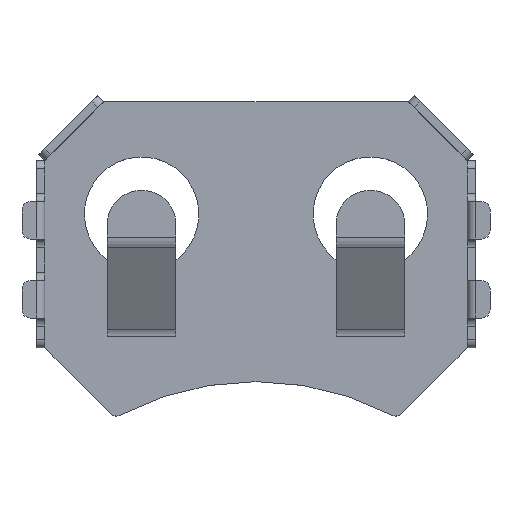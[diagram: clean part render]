
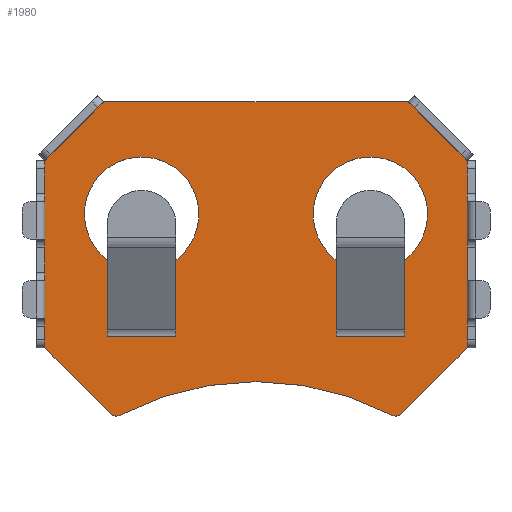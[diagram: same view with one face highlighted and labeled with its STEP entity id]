
A CAD part, top view. The second image highlights one B-rep face of the part: STEP entity #1980.
In plain terms, the highlighted planar face has unit normal (0, 0, 1).
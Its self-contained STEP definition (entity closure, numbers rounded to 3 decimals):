
#116=DIRECTION('',(0.,-1.,0.));
#117=VECTOR('',#116,0.961);
#118=CARTESIAN_POINT('',(7.15,-2.7,0.4));
#119=LINE('',#118,#117);
#145=DIRECTION('',(1.,0.,0.));
#146=VECTOR('',#145,3.3);
#147=CARTESIAN_POINT('',(-7.15,-3.661,0.4));
#148=LINE('',#147,#146);
#149=DIRECTION('',(0.,1.,0.));
#150=VECTOR('',#149,2.7);
#151=CARTESIAN_POINT('',(-3.85,-2.7,0.4));
#152=LINE('',#151,#150);
#153=CARTESIAN_POINT('',(-5.5,2.2,0.4));
#154=DIRECTION('',(0.,0.,1.));
#155=DIRECTION('',(0.6,-0.8,0.));
#156=AXIS2_PLACEMENT_3D('',#153,#154,#155);
#158=DIRECTION('',(0.,-1.,0.));
#159=VECTOR('',#158,2.7);
#160=CARTESIAN_POINT('',(-7.15,0.,0.4));
#161=LINE('',#160,#159);
#162=DIRECTION('',(1.,0.,0.));
#163=VECTOR('',#162,3.3);
#164=CARTESIAN_POINT('',(3.85,-3.661,0.4));
#165=LINE('',#164,#163);
#166=DIRECTION('',(0.,1.,0.));
#167=VECTOR('',#166,2.7);
#168=CARTESIAN_POINT('',(7.15,-2.7,0.4));
#169=LINE('',#168,#167);
#170=CARTESIAN_POINT('',(5.5,2.2,0.4));
#171=DIRECTION('',(0.,0.,1.));
#172=DIRECTION('',(0.6,-0.8,0.));
#173=AXIS2_PLACEMENT_3D('',#170,#171,#172);
#175=DIRECTION('',(0.,-1.,0.));
#176=VECTOR('',#175,2.7);
#177=CARTESIAN_POINT('',(3.85,0.,0.4));
#178=LINE('',#177,#176);
#179=CARTESIAN_POINT('',(6.706,-7.107,0.4));
#180=DIRECTION('',(0.,0.,1.));
#181=DIRECTION('',(-0.466,-0.885,0.));
#182=AXIS2_PLACEMENT_3D('',#179,#180,#181);
#184=CARTESIAN_POINT('',(0.,-19.85,0.4));
#185=DIRECTION('',(0.,0.,-1.));
#186=DIRECTION('',(-0.466,0.885,0.));
#187=AXIS2_PLACEMENT_3D('',#184,#185,#186);
#189=CARTESIAN_POINT('',(-6.706,-7.107,0.4));
#190=DIRECTION('',(0.,0.,1.));
#191=DIRECTION('',(-0.707,-0.707,0.));
#192=AXIS2_PLACEMENT_3D('',#189,#190,#191);
#194=DIRECTION('',(0.707,-0.707,0.));
#195=VECTOR('',#194,4.47);
#196=CARTESIAN_POINT('',(-10.15,-4.228,0.4));
#197=LINE('',#196,#195);
#198=DIRECTION('',(0.,-1.,0.));
#199=VECTOR('',#198,9.);
#200=CARTESIAN_POINT('',(-10.15,4.772,0.4));
#201=LINE('',#200,#199);
#202=DIRECTION('',(-0.707,-0.707,0.));
#203=VECTOR('',#202,4.);
#204=CARTESIAN_POINT('',(-7.322,7.6,0.4));
#205=LINE('',#204,#203);
#206=DIRECTION('',(-1.,0.,0.));
#207=VECTOR('',#206,14.643);
#208=CARTESIAN_POINT('',(7.322,7.6,0.4));
#209=LINE('',#208,#207);
#210=DIRECTION('',(-0.707,0.707,0.));
#211=VECTOR('',#210,4.);
#212=CARTESIAN_POINT('',(10.15,4.772,0.4));
#213=LINE('',#212,#211);
#214=DIRECTION('',(0.,1.,0.));
#215=VECTOR('',#214,9.);
#216=CARTESIAN_POINT('',(10.15,-4.228,0.4));
#217=LINE('',#216,#215);
#218=DIRECTION('',(0.707,0.707,0.));
#219=VECTOR('',#218,4.47);
#220=CARTESIAN_POINT('',(6.989,-7.389,0.4));
#221=LINE('',#220,#219);
#236=DIRECTION('',(0.,1.,0.));
#237=VECTOR('',#236,0.961);
#238=CARTESIAN_POINT('',(-7.15,-3.661,0.4));
#239=LINE('',#238,#237);
#375=DIRECTION('',(0.,1.,0.));
#376=VECTOR('',#375,0.961);
#377=CARTESIAN_POINT('',(3.85,-3.661,0.4));
#378=LINE('',#377,#376);
#422=DIRECTION('',(0.,-1.,0.));
#423=VECTOR('',#422,0.961);
#424=CARTESIAN_POINT('',(-3.85,-2.7,0.4));
#425=LINE('',#424,#423);
#1393=CARTESIAN_POINT('',(10.15,4.772,0.4));
#1394=CARTESIAN_POINT('',(7.322,7.6,0.4));
#1395=VERTEX_POINT('',#1393);
#1396=VERTEX_POINT('',#1394);
#1397=CARTESIAN_POINT('',(-7.322,7.6,0.4));
#1398=CARTESIAN_POINT('',(-10.15,4.772,0.4));
#1399=VERTEX_POINT('',#1397);
#1400=VERTEX_POINT('',#1398);
#1401=CARTESIAN_POINT('',(10.15,-4.228,0.4));
#1402=VERTEX_POINT('',#1401);
#1403=CARTESIAN_POINT('',(-10.15,-4.228,0.4));
#1404=VERTEX_POINT('',#1403);
#1413=CARTESIAN_POINT('',(-3.85,0.,0.4));
#1414=CARTESIAN_POINT('',(-7.15,0.,0.4));
#1415=VERTEX_POINT('',#1413);
#1416=VERTEX_POINT('',#1414);
#1417=CARTESIAN_POINT('',(7.15,0.,0.4));
#1418=CARTESIAN_POINT('',(3.85,0.,0.4));
#1419=VERTEX_POINT('',#1417);
#1420=VERTEX_POINT('',#1418);
#1421=CARTESIAN_POINT('',(-3.85,-2.7,0.4));
#1422=VERTEX_POINT('',#1421);
#1423=CARTESIAN_POINT('',(3.85,-2.7,0.4));
#1424=VERTEX_POINT('',#1423);
#1489=CARTESIAN_POINT('',(-7.15,-2.7,0.4));
#1490=VERTEX_POINT('',#1489);
#1491=CARTESIAN_POINT('',(7.15,-2.7,0.4));
#1492=VERTEX_POINT('',#1491);
#1493=CARTESIAN_POINT('',(-7.15,-3.661,0.4));
#1494=CARTESIAN_POINT('',(-3.85,-3.661,0.4));
#1495=VERTEX_POINT('',#1493);
#1496=VERTEX_POINT('',#1494);
#1501=CARTESIAN_POINT('',(3.85,-3.661,0.4));
#1502=CARTESIAN_POINT('',(7.15,-3.661,0.4));
#1503=VERTEX_POINT('',#1501);
#1504=VERTEX_POINT('',#1502);
#1665=CARTESIAN_POINT('',(6.52,-7.46,0.4));
#1666=VERTEX_POINT('',#1665);
#1667=CARTESIAN_POINT('',(6.989,-7.389,0.4));
#1668=VERTEX_POINT('',#1667);
#1673=CARTESIAN_POINT('',(-6.989,-7.389,0.4));
#1674=VERTEX_POINT('',#1673);
#1675=CARTESIAN_POINT('',(-6.52,-7.46,0.4));
#1676=VERTEX_POINT('',#1675);
#1927=CARTESIAN_POINT('',(0.,0.,0.4));
#1928=DIRECTION('',(0.,0.,1.));
#1929=DIRECTION('',(1.,0.,0.));
#1930=AXIS2_PLACEMENT_3D('',#1927,#1928,#1929);
#1931=PLANE('',#1930);
#1933=ORIENTED_EDGE('',*,*,#1932,.F.);
#1935=ORIENTED_EDGE('',*,*,#1934,.F.);
#1937=ORIENTED_EDGE('',*,*,#1936,.F.);
#1939=ORIENTED_EDGE('',*,*,#1938,.F.);
#1941=ORIENTED_EDGE('',*,*,#1940,.F.);
#1943=ORIENTED_EDGE('',*,*,#1942,.F.);
#1945=ORIENTED_EDGE('',*,*,#1944,.F.);
#1947=ORIENTED_EDGE('',*,*,#1946,.F.);
#1949=ORIENTED_EDGE('',*,*,#1948,.F.);
#1951=ORIENTED_EDGE('',*,*,#1950,.F.);
#1952=EDGE_LOOP('',(#1933,#1935,#1937,#1939,#1941,#1943,#1945,#1947,#1949,
#1951));
#1953=FACE_OUTER_BOUND('',#1952,.F.);
#1955=ORIENTED_EDGE('',*,*,#1954,.T.);
#1956=ORIENTED_EDGE('',*,*,#1907,.F.);
#1957=ORIENTED_EDGE('',*,*,#1859,.T.);
#1959=ORIENTED_EDGE('',*,*,#1958,.T.);
#1961=ORIENTED_EDGE('',*,*,#1960,.T.);
#1963=ORIENTED_EDGE('',*,*,#1962,.F.);
#1964=EDGE_LOOP('',(#1955,#1956,#1957,#1959,#1961,#1963));
#1965=FACE_BOUND('',#1964,.F.);
#1967=ORIENTED_EDGE('',*,*,#1966,.T.);
#1969=ORIENTED_EDGE('',*,*,#1968,.F.);
#1971=ORIENTED_EDGE('',*,*,#1970,.T.);
#1973=ORIENTED_EDGE('',*,*,#1972,.T.);
#1975=ORIENTED_EDGE('',*,*,#1974,.T.);
#1977=ORIENTED_EDGE('',*,*,#1976,.F.);
#1978=EDGE_LOOP('',(#1967,#1969,#1971,#1973,#1975,#1977));
#1979=FACE_BOUND('',#1978,.F.);
#1980=ADVANCED_FACE('',(#1953,#1965,#1979),#1931,.T.);
#157=CIRCLE('',#156,2.75);
#174=CIRCLE('',#173,2.75);
#183=CIRCLE('',#182,0.4);
#188=CIRCLE('',#187,14.);
#193=CIRCLE('',#192,0.4);
#1859=EDGE_CURVE('',#1492,#1419,#169,.T.);
#1907=EDGE_CURVE('',#1492,#1504,#119,.T.);
#1932=EDGE_CURVE('',#1666,#1668,#183,.T.);
#1934=EDGE_CURVE('',#1676,#1666,#188,.T.);
#1936=EDGE_CURVE('',#1674,#1676,#193,.T.);
#1938=EDGE_CURVE('',#1404,#1674,#197,.T.);
#1940=EDGE_CURVE('',#1400,#1404,#201,.T.);
#1942=EDGE_CURVE('',#1399,#1400,#205,.T.);
#1944=EDGE_CURVE('',#1396,#1399,#209,.T.);
#1946=EDGE_CURVE('',#1395,#1396,#213,.T.);
#1948=EDGE_CURVE('',#1402,#1395,#217,.T.);
#1950=EDGE_CURVE('',#1668,#1402,#221,.T.);
#1954=EDGE_CURVE('',#1503,#1504,#165,.T.);
#1958=EDGE_CURVE('',#1419,#1420,#174,.T.);
#1960=EDGE_CURVE('',#1420,#1424,#178,.T.);
#1962=EDGE_CURVE('',#1503,#1424,#378,.T.);
#1966=EDGE_CURVE('',#1495,#1496,#148,.T.);
#1968=EDGE_CURVE('',#1422,#1496,#425,.T.);
#1970=EDGE_CURVE('',#1422,#1415,#152,.T.);
#1972=EDGE_CURVE('',#1415,#1416,#157,.T.);
#1974=EDGE_CURVE('',#1416,#1490,#161,.T.);
#1976=EDGE_CURVE('',#1495,#1490,#239,.T.);
